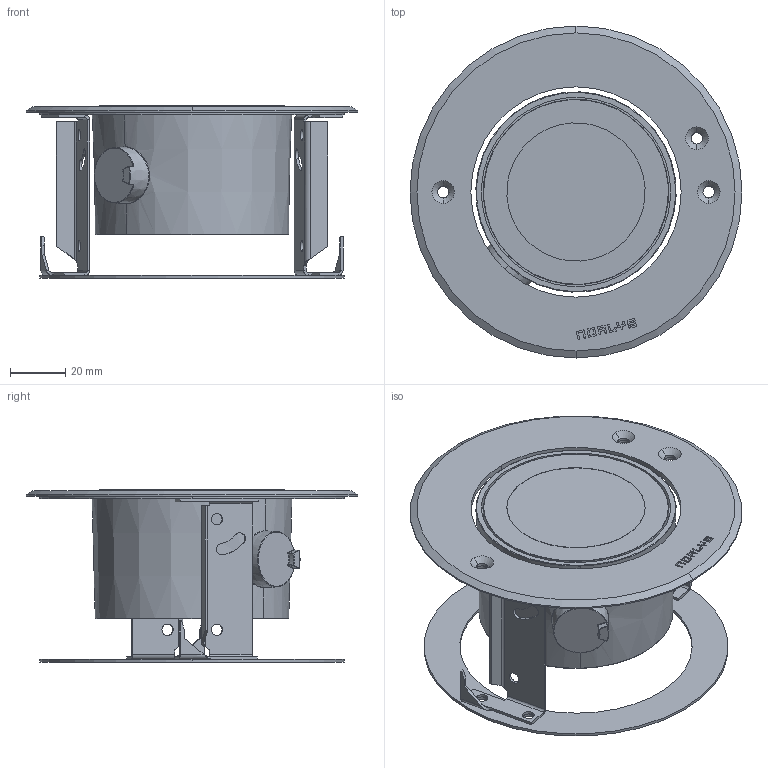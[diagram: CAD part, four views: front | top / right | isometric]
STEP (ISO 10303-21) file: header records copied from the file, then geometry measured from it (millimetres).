
FILE_DESCRIPTION (( 'STEP AP203' ), '1' );
FILE_NAME ('MOSS_CEILING_WALL.STEP', '2024-02-06T08:20:21', ( '' ), ( '' ), 'SwSTEP 2.0', 'SolidWorks 2022', '' );
FILE_SCHEMA (( 'CONFIG_CONTROL_DESIGN' ));
Length unit declared in the file: millimetre
Products named in the file (9): M179C_Korpus kpl_kg_M213_Korpus kpl_kg; M179C_Szybka_kg; Mocowanie A2_Mocowanie A3; pierścień okrągły 120 z reg_Piercień 120 rozstaw 96; M179C_Korpus odl_kg_M213 obr_kg; Mocowanie cz1_Pierścień B w2; MOSS_CEILING_WALL; M179C_Uszczelka_kg; Mocowanie śrubowe zgrzewane_Mocowanie śrubowe zgrzewnie w2
Assembly tree (10 placements, depth 3):
  MOSS_CEILING_WALL
    M179C_Korpus kpl_kg_M213_Korpus kpl_kg
      M179C_Korpus odl_kg_M213 obr_kg
      M179C_Szybka_kg
      M179C_Uszczelka_kg
    Mocowanie śrubowe zgrzewane_Mocowanie śrubowe zgrzewnie w2
      Mocowanie cz1_Pierścień B w2  x2
      Mocowanie A2_Mocowanie A3  x2
    pierścień okrągły 120 z reg_Piercień 120 rozstaw 96
Bounding box: 120 x 120 x 62.3 mm (x, y, z)
Volume: 102539.1 mm3; surface area: 78362.2 mm2
Topology: 9 solids, 9 shells, 471 faces, 1195 edges, 755 vertices
Faces by surface type: plane 225, cylinder 146, bspline 49, cone 31, torus 14, sphere 6
Entity records: 14636 total; most frequent: CARTESIAN_POINT 4451, ORIENTED_EDGE 1942, DIRECTION 1835, EDGE_CURVE 971, AXIS2_PLACEMENT_3D 645, VERTEX_POINT 623, LINE 545, VECTOR 545
